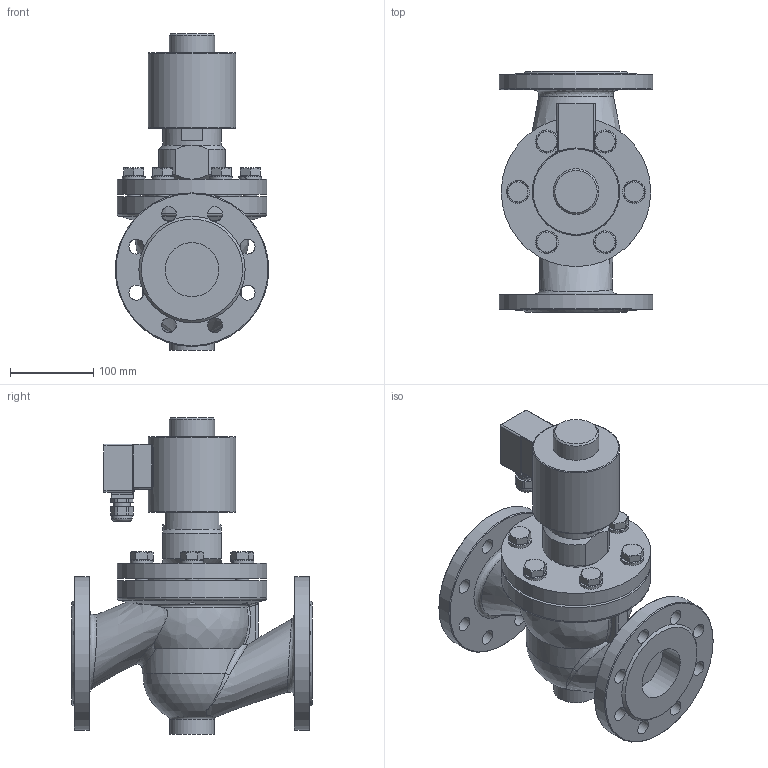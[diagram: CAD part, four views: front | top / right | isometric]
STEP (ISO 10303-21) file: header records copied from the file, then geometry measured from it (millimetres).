
FILE_DESCRIPTION(/* description */ ('3D-Modell'),/* implementation_level */ '2;1');
FILE_NAME(/* name */ '024.006103_C2407-0804-.272.stp',/* time_stamp */ '2024-01-09T11:48:54+01:00',/* author */ ('CBeuthner'),/* organization */ (''),/* preprocessor_version */ 'ST-DEVELOPER v16.1',/* originating_system */ 'Autodesk Inventor 2016',/* authorisation */ '');
FILE_SCHEMA (('CONFIG_CONTROL_DESIGN'));
Length unit declared in the file: millimetre
Products named in the file (1): 88-006167
Bounding box: 185 x 290 x 381 mm (x, y, z)
Volume: 5712982.2 mm3; surface area: 409695.1 mm2
Topology: 1 solids, 1 shells, 366 faces, 950 edges, 595 vertices
Faces by surface type: plane 145, cylinder 109, cone 72, bspline 22, torus 15, sphere 3
Full cylindrical faces by diameter (mm): 13.835 x4, 14.917 x6, 16 x6, 18 x16, 20 x1, 22 x6, 25 x1, 54 x1, 55 x1, 65 x2, 70 x1, 85.9 x1, 105.16 x1, 120 x1, 180 x2, 185 x2
Entity records: 12462 total; most frequent: CARTESIAN_POINT 4331, DIRECTION 1659, ORIENTED_EDGE 1640, EDGE_CURVE 820, AXIS2_PLACEMENT_3D 697, VERTEX_POINT 544, EDGE_LOOP 510, FACE_OUTER_BOUND 366
